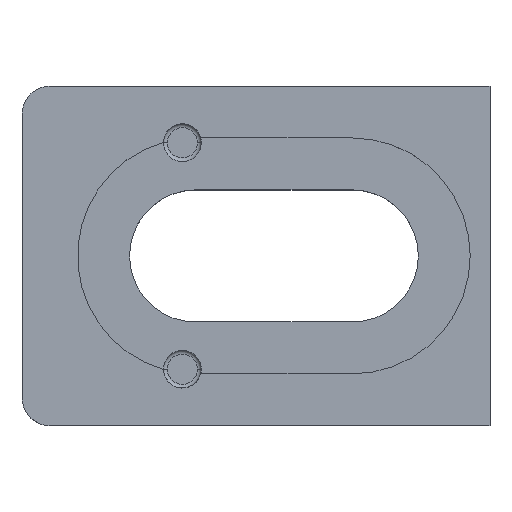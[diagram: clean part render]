
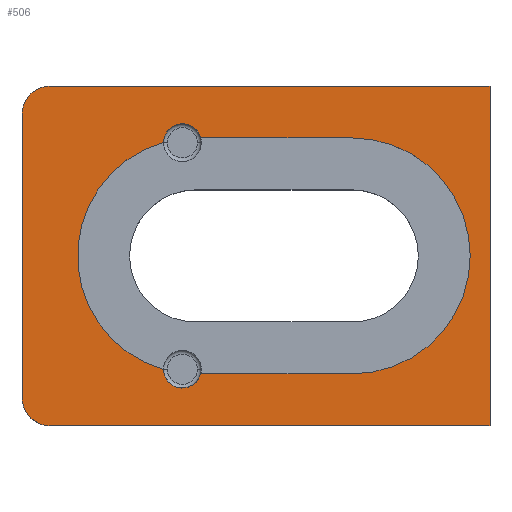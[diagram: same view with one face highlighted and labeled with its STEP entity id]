
A CAD part, top view. The second image highlights one B-rep face of the part: STEP entity #506.
In plain terms, the highlighted planar face has unit normal (0, 0, 1).
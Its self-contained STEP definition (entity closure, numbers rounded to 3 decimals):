
#3 = DIRECTION ( 'NONE',  ( -1., 0., 0. ) ) ;
#4 = LINE ( 'NONE', #876, #80 ) ;
#18 = CARTESIAN_POINT ( 'NONE',  ( 11.35, 0., 5. ) ) ;
#21 = CARTESIAN_POINT ( 'NONE',  ( -3.2, 0., 5. ) ) ;
#34 = CARTESIAN_POINT ( 'NONE',  ( -3.9, -6., 5. ) ) ;
#42 = CARTESIAN_POINT ( 'NONE',  ( 5.1, -6.25, 5. ) ) ;
#47 = EDGE_LOOP ( 'NONE', ( #624, #1048, #811, #1172, #897, #1057, #317 ) ) ;
#50 = LINE ( 'NONE', #1269, #973 ) ;
#54 = DIRECTION ( 'NONE',  ( 1., 0., 0. ) ) ;
#72 = VECTOR ( 'NONE', #3, 1000. ) ;
#80 = VECTOR ( 'NONE', #138, 1000. ) ;
#113 = CARTESIAN_POINT ( 'NONE',  ( 5.1, -6.25, 5. ) ) ;
#125 = DIRECTION ( 'NONE',  ( 0., 1., 0. ) ) ;
#138 = DIRECTION ( 'NONE',  ( 1., 0., 0. ) ) ;
#146 = DIRECTION ( 'NONE',  ( -1., 0., 0. ) ) ;
#158 = CIRCLE ( 'NONE', #1093, 1.5 ) ;
#160 = PLANE ( 'NONE',  #1245 ) ;
#176 = VERTEX_POINT ( 'NONE', #780 ) ;
#192 = CARTESIAN_POINT ( 'NONE',  ( -2.932, 6.25, 5. ) ) ;
#222 = VERTEX_POINT ( 'NONE', #192 ) ;
#244 = ORIENTED_EDGE ( 'NONE', *, *, #352, .T. ) ;
#254 = LINE ( 'NONE', #1115, #72 ) ;
#285 = CIRCLE ( 'NONE', #701, 1.5 ) ;
#296 = EDGE_CURVE ( 'NONE', #222, #1593, #1605, .T. ) ;
#306 = VERTEX_POINT ( 'NONE', #113 ) ;
#313 = CARTESIAN_POINT ( 'NONE',  ( -2.932, -6.25, 5. ) ) ;
#317 = ORIENTED_EDGE ( 'NONE', *, *, #989, .F. ) ;
#343 = AXIS2_PLACEMENT_3D ( 'NONE', #34, #1031, #526 ) ;
#352 = EDGE_CURVE ( 'NONE', #176, #1244, #4, .T. ) ;
#395 = EDGE_CURVE ( 'NONE', #610, #176, #285, .T. ) ;
#396 = DIRECTION ( 'NONE',  ( 0., 0., 1. ) ) ;
#406 = DIRECTION ( 'NONE',  ( 0., 0., 1. ) ) ;
#415 = CARTESIAN_POINT ( 'NONE',  ( 5.1, 0., 5. ) ) ;
#423 = FACE_OUTER_BOUND ( 'NONE', #1567, .T. ) ;
#430 = CARTESIAN_POINT ( 'NONE',  ( -10.9, 7.5, 5. ) ) ;
#456 = CARTESIAN_POINT ( 'NONE',  ( 12.4, -9., 5. ) ) ;
#506 = ADVANCED_FACE ( 'NONE', ( #795, #423 ), #160, .F. ) ;
#512 = DIRECTION ( 'NONE',  ( 1., 0., 0. ) ) ;
#521 = CARTESIAN_POINT ( 'NONE',  ( -10.9, 9., 5. ) ) ;
#526 = DIRECTION ( 'NONE',  ( -1., 0., 0. ) ) ;
#535 = DIRECTION ( 'NONE',  ( 1., 0., 0. ) ) ;
#545 = DIRECTION ( 'NONE',  ( 0., -1., 0. ) ) ;
#575 = CARTESIAN_POINT ( 'NONE',  ( -3.9, 6., 5. ) ) ;
#610 = VERTEX_POINT ( 'NONE', #1208 ) ;
#612 = DIRECTION ( 'NONE',  ( 0., 0., 1. ) ) ;
#613 = CARTESIAN_POINT ( 'NONE',  ( -10.9, -7.5, 5. ) ) ;
#624 = ORIENTED_EDGE ( 'NONE', *, *, #1077, .F. ) ;
#697 = ORIENTED_EDGE ( 'NONE', *, *, #905, .T. ) ;
#701 = AXIS2_PLACEMENT_3D ( 'NONE', #613, #396, #146 ) ;
#705 = CIRCLE ( 'NONE', #1430, 6.25 ) ;
#715 = AXIS2_PLACEMENT_3D ( 'NONE', #1598, #612, #862 ) ;
#748 = AXIS2_PLACEMENT_3D ( 'NONE', #575, #847, #1074 ) ;
#758 = DIRECTION ( 'NONE',  ( 0., 0., 1. ) ) ;
#768 = VERTEX_POINT ( 'NONE', #1590 ) ;
#780 = CARTESIAN_POINT ( 'NONE',  ( -10.9, -9., 5. ) ) ;
#792 = DIRECTION ( 'NONE',  ( -1., 0., 0. ) ) ;
#795 = FACE_BOUND ( 'NONE', #47, .T. ) ;
#804 = DIRECTION ( 'NONE',  ( 0., 0., 1. ) ) ;
#811 = ORIENTED_EDGE ( 'NONE', *, *, #1465, .F. ) ;
#818 = ORIENTED_EDGE ( 'NONE', *, *, #1393, .T. ) ;
#823 = VERTEX_POINT ( 'NONE', #18 ) ;
#829 = AXIS2_PLACEMENT_3D ( 'NONE', #415, #406, #54 ) ;
#846 = CARTESIAN_POINT ( 'NONE',  ( -12.4, 7.5, 5. ) ) ;
#847 = DIRECTION ( 'NONE',  ( 0., 0., 1. ) ) ;
#854 = CARTESIAN_POINT ( 'NONE',  ( 12.4, 9., 5. ) ) ;
#862 = DIRECTION ( 'NONE',  ( 1., 0., 0. ) ) ;
#876 = CARTESIAN_POINT ( 'NONE',  ( 12.4, -9., 5. ) ) ;
#891 = LINE ( 'NONE', #1512, #1380 ) ;
#897 = ORIENTED_EDGE ( 'NONE', *, *, #1436, .F. ) ;
#905 = EDGE_CURVE ( 'NONE', #1404, #1333, #158, .T. ) ;
#916 = ORIENTED_EDGE ( 'NONE', *, *, #395, .T. ) ;
#973 = VECTOR ( 'NONE', #792, 1000. ) ;
#976 = EDGE_CURVE ( 'NONE', #1333, #610, #1268, .T. ) ;
#989 = EDGE_CURVE ( 'NONE', #1030, #1189, #1480, .T. ) ;
#990 = ORIENTED_EDGE ( 'NONE', *, *, #976, .T. ) ;
#1024 = DIRECTION ( 'NONE',  ( 0., 0., -1. ) ) ;
#1030 = VERTEX_POINT ( 'NONE', #1438 ) ;
#1031 = DIRECTION ( 'NONE',  ( 0., 0., 1. ) ) ;
#1048 = ORIENTED_EDGE ( 'NONE', *, *, #296, .F. ) ;
#1057 = ORIENTED_EDGE ( 'NONE', *, *, #1600, .F. ) ;
#1074 = DIRECTION ( 'NONE',  ( 1., 0., 0. ) ) ;
#1077 = EDGE_CURVE ( 'NONE', #1593, #1030, #705, .T. ) ;
#1084 = VECTOR ( 'NONE', #535, 1000. ) ;
#1093 = AXIS2_PLACEMENT_3D ( 'NONE', #430, #804, #1545 ) ;
#1115 = CARTESIAN_POINT ( 'NONE',  ( 5.1, 6.25, 5. ) ) ;
#1147 = CARTESIAN_POINT ( 'NONE',  ( -12.4, 9., 5. ) ) ;
#1172 = ORIENTED_EDGE ( 'NONE', *, *, #1183, .F. ) ;
#1183 = EDGE_CURVE ( 'NONE', #823, #768, #1535, .T. ) ;
#1189 = VERTEX_POINT ( 'NONE', #313 ) ;
#1208 = CARTESIAN_POINT ( 'NONE',  ( -12.4, -7.5, 5. ) ) ;
#1244 = VERTEX_POINT ( 'NONE', #456 ) ;
#1245 = AXIS2_PLACEMENT_3D ( 'NONE', #1522, #1024, #1415 ) ;
#1265 = VERTEX_POINT ( 'NONE', #854 ) ;
#1268 = LINE ( 'NONE', #1147, #1272 ) ;
#1269 = CARTESIAN_POINT ( 'NONE',  ( 12.4, 9., 5. ) ) ;
#1272 = VECTOR ( 'NONE', #545, 1000. ) ;
#1279 = LINE ( 'NONE', #42, #1084 ) ;
#1333 = VERTEX_POINT ( 'NONE', #846 ) ;
#1380 = VECTOR ( 'NONE', #125, 1000. ) ;
#1383 = ORIENTED_EDGE ( 'NONE', *, *, #1539, .T. ) ;
#1391 = CIRCLE ( 'NONE', #715, 6.25 ) ;
#1393 = EDGE_CURVE ( 'NONE', #1244, #1265, #891, .T. ) ;
#1397 = CARTESIAN_POINT ( 'NONE',  ( -4.9, 6.014, 5. ) ) ;
#1404 = VERTEX_POINT ( 'NONE', #521 ) ;
#1415 = DIRECTION ( 'NONE',  ( -1., 0., 0. ) ) ;
#1430 = AXIS2_PLACEMENT_3D ( 'NONE', #21, #758, #512 ) ;
#1436 = EDGE_CURVE ( 'NONE', #306, #823, #1391, .T. ) ;
#1438 = CARTESIAN_POINT ( 'NONE',  ( -4.9, -6.014, 5. ) ) ;
#1465 = EDGE_CURVE ( 'NONE', #768, #222, #254, .T. ) ;
#1480 = CIRCLE ( 'NONE', #343, 1. ) ;
#1512 = CARTESIAN_POINT ( 'NONE',  ( 12.4, 9., 5. ) ) ;
#1522 = CARTESIAN_POINT ( 'NONE',  ( 0., 0., 5. ) ) ;
#1535 = CIRCLE ( 'NONE', #829, 6.25 ) ;
#1539 = EDGE_CURVE ( 'NONE', #1265, #1404, #50, .T. ) ;
#1545 = DIRECTION ( 'NONE',  ( -1., 0., 0. ) ) ;
#1567 = EDGE_LOOP ( 'NONE', ( #990, #916, #244, #818, #1383, #697 ) ) ;
#1590 = CARTESIAN_POINT ( 'NONE',  ( 5.1, 6.25, 5. ) ) ;
#1593 = VERTEX_POINT ( 'NONE', #1397 ) ;
#1598 = CARTESIAN_POINT ( 'NONE',  ( 5.1, 0., 5. ) ) ;
#1600 = EDGE_CURVE ( 'NONE', #1189, #306, #1279, .T. ) ;
#1605 = CIRCLE ( 'NONE', #748, 1. ) ;
